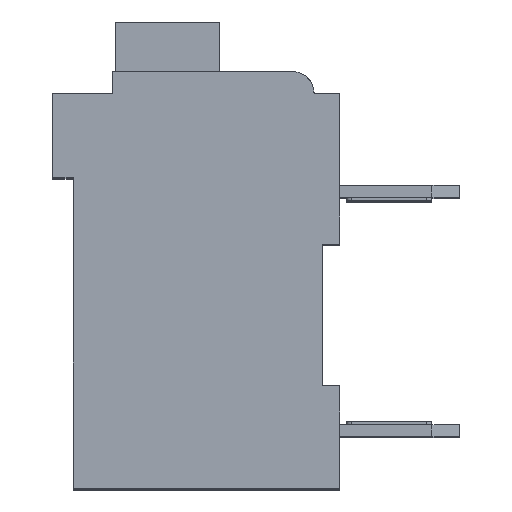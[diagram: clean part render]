
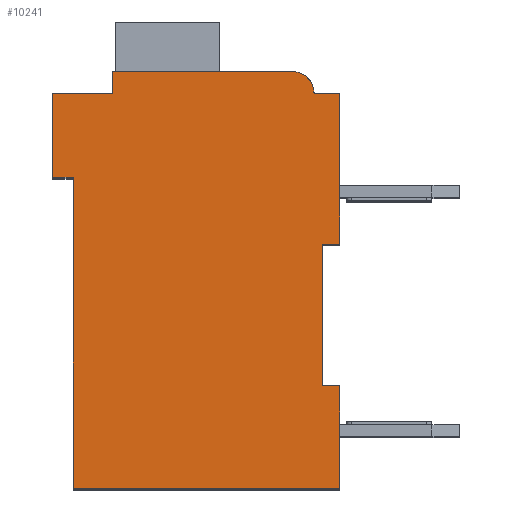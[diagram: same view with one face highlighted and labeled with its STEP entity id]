
A CAD part, top view. The second image highlights one B-rep face of the part: STEP entity #10241.
In plain terms, the highlighted planar face has unit normal (0, 0, 1).
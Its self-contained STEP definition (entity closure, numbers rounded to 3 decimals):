
#3230=DIRECTION('',(1.,0.,0.));
#3231=VECTOR('',#3230,0.5);
#3232=CARTESIAN_POINT('',(7.3,7.15,2.1));
#3233=LINE('',#3232,#3231);
#3234=DIRECTION('',(0.,1.,0.));
#3235=VECTOR('',#3234,4.15);
#3236=CARTESIAN_POINT('',(7.3,3.,2.1));
#3237=LINE('',#3236,#3235);
#3238=DIRECTION('',(-1.,0.,0.));
#3239=VECTOR('',#3238,0.5);
#3240=CARTESIAN_POINT('',(7.8,3.,2.1));
#3241=LINE('',#3240,#3239);
#3242=DIRECTION('',(0.,1.,0.));
#3243=VECTOR('',#3242,3.);
#3244=CARTESIAN_POINT('',(7.8,0.,2.1));
#3245=LINE('',#3244,#3243);
#3246=DIRECTION('',(1.,0.,0.));
#3247=VECTOR('',#3246,7.8);
#3248=CARTESIAN_POINT('',(0.,0.,2.1));
#3249=LINE('',#3248,#3247);
#3250=DIRECTION('',(0.,-1.,0.));
#3251=VECTOR('',#3250,9.1);
#3252=CARTESIAN_POINT('',(0.,9.1,2.1));
#3253=LINE('',#3252,#3251);
#3254=DIRECTION('',(1.,0.,0.));
#3255=VECTOR('',#3254,0.6);
#3256=CARTESIAN_POINT('',(-0.6,9.1,2.1));
#3257=LINE('',#3256,#3255);
#3258=DIRECTION('',(0.,-1.,0.));
#3259=VECTOR('',#3258,2.45);
#3260=CARTESIAN_POINT('',(-0.6,11.55,2.1));
#3261=LINE('',#3260,#3259);
#3262=DIRECTION('',(-1.,0.,0.));
#3263=VECTOR('',#3262,1.75);
#3264=CARTESIAN_POINT('',(1.15,11.55,2.1));
#3265=LINE('',#3264,#3263);
#3266=DIRECTION('',(0.,-1.,0.));
#3267=VECTOR('',#3266,0.65);
#3268=CARTESIAN_POINT('',(1.15,12.2,2.1));
#3269=LINE('',#3268,#3267);
#3270=DIRECTION('',(-1.,0.,0.));
#3271=VECTOR('',#3270,5.25);
#3272=CARTESIAN_POINT('',(6.4,12.2,2.1));
#3273=LINE('',#3272,#3271);
#3274=CARTESIAN_POINT('',(6.4,11.55,2.1));
#3275=DIRECTION('',(0.,0.,1.));
#3276=DIRECTION('',(1.,0.,0.));
#3277=AXIS2_PLACEMENT_3D('',#3274,#3275,#3276);
#3279=DIRECTION('',(-1.,0.,0.));
#3280=VECTOR('',#3279,0.75);
#3281=CARTESIAN_POINT('',(7.8,11.55,2.1));
#3282=LINE('',#3281,#3280);
#3283=DIRECTION('',(0.,1.,0.));
#3284=VECTOR('',#3283,4.4);
#3285=CARTESIAN_POINT('',(7.8,7.15,2.1));
#3286=LINE('',#3285,#3284);
#4741=CARTESIAN_POINT('',(7.3,7.15,2.1));
#4742=CARTESIAN_POINT('',(7.8,7.15,2.1));
#4743=VERTEX_POINT('',#4741);
#4744=VERTEX_POINT('',#4742);
#4745=CARTESIAN_POINT('',(7.8,11.55,2.1));
#4746=VERTEX_POINT('',#4745);
#4747=CARTESIAN_POINT('',(7.05,11.55,2.1));
#4748=VERTEX_POINT('',#4747);
#4749=CARTESIAN_POINT('',(6.4,12.2,2.1));
#4750=VERTEX_POINT('',#4749);
#4751=CARTESIAN_POINT('',(1.15,12.2,2.1));
#4752=VERTEX_POINT('',#4751);
#4753=CARTESIAN_POINT('',(1.15,11.55,2.1));
#4754=VERTEX_POINT('',#4753);
#4755=CARTESIAN_POINT('',(-0.6,11.55,2.1));
#4756=VERTEX_POINT('',#4755);
#4757=CARTESIAN_POINT('',(-0.6,9.1,2.1));
#4758=VERTEX_POINT('',#4757);
#4759=CARTESIAN_POINT('',(0.,9.1,2.1));
#4760=VERTEX_POINT('',#4759);
#4761=CARTESIAN_POINT('',(0.,0.,2.1));
#4762=VERTEX_POINT('',#4761);
#4763=CARTESIAN_POINT('',(7.8,0.,2.1));
#4764=VERTEX_POINT('',#4763);
#4765=CARTESIAN_POINT('',(7.8,3.,2.1));
#4766=VERTEX_POINT('',#4765);
#4767=CARTESIAN_POINT('',(7.3,3.,2.1));
#4768=VERTEX_POINT('',#4767);
#10220=CARTESIAN_POINT('',(0.,0.,2.1));
#10221=DIRECTION('',(0.,0.,1.));
#10222=DIRECTION('',(1.,0.,0.));
#10223=AXIS2_PLACEMENT_3D('',#10220,#10221,#10222);
#10224=PLANE('',#10223);
#10225=ORIENTED_EDGE('',*,*,#6242,.F.);
#10226=ORIENTED_EDGE('',*,*,#6538,.F.);
#10227=ORIENTED_EDGE('',*,*,#8256,.F.);
#10228=ORIENTED_EDGE('',*,*,#8371,.F.);
#10229=ORIENTED_EDGE('',*,*,#8514,.F.);
#10230=ORIENTED_EDGE('',*,*,#8708,.F.);
#10231=ORIENTED_EDGE('',*,*,#8788,.F.);
#10232=ORIENTED_EDGE('',*,*,#8939,.F.);
#10233=ORIENTED_EDGE('',*,*,#9137,.F.);
#10234=ORIENTED_EDGE('',*,*,#9440,.F.);
#10235=ORIENTED_EDGE('',*,*,#9668,.F.);
#10236=ORIENTED_EDGE('',*,*,#9188,.F.);
#10237=ORIENTED_EDGE('',*,*,#9341,.F.);
#10238=ORIENTED_EDGE('',*,*,#6433,.F.);
#10239=EDGE_LOOP('',(#10225,#10226,#10227,#10228,#10229,#10230,#10231,#10232,
#10233,#10234,#10235,#10236,#10237,#10238));
#10240=FACE_OUTER_BOUND('',#10239,.F.);
#3278=CIRCLE('',#3277,0.65);
#6242=EDGE_CURVE('',#4743,#4744,#3233,.T.);
#6433=EDGE_CURVE('',#4744,#4746,#3286,.T.);
#6538=EDGE_CURVE('',#4768,#4743,#3237,.T.);
#8256=EDGE_CURVE('',#4766,#4768,#3241,.T.);
#8371=EDGE_CURVE('',#4764,#4766,#3245,.T.);
#8514=EDGE_CURVE('',#4762,#4764,#3249,.T.);
#8708=EDGE_CURVE('',#4760,#4762,#3253,.T.);
#8788=EDGE_CURVE('',#4758,#4760,#3257,.T.);
#8939=EDGE_CURVE('',#4756,#4758,#3261,.T.);
#9137=EDGE_CURVE('',#4754,#4756,#3265,.T.);
#9188=EDGE_CURVE('',#4748,#4750,#3278,.T.);
#9341=EDGE_CURVE('',#4746,#4748,#3282,.T.);
#9440=EDGE_CURVE('',#4752,#4754,#3269,.T.);
#9668=EDGE_CURVE('',#4750,#4752,#3273,.T.);
#10241=ADVANCED_FACE('',(#10240),#10224,.T.);
